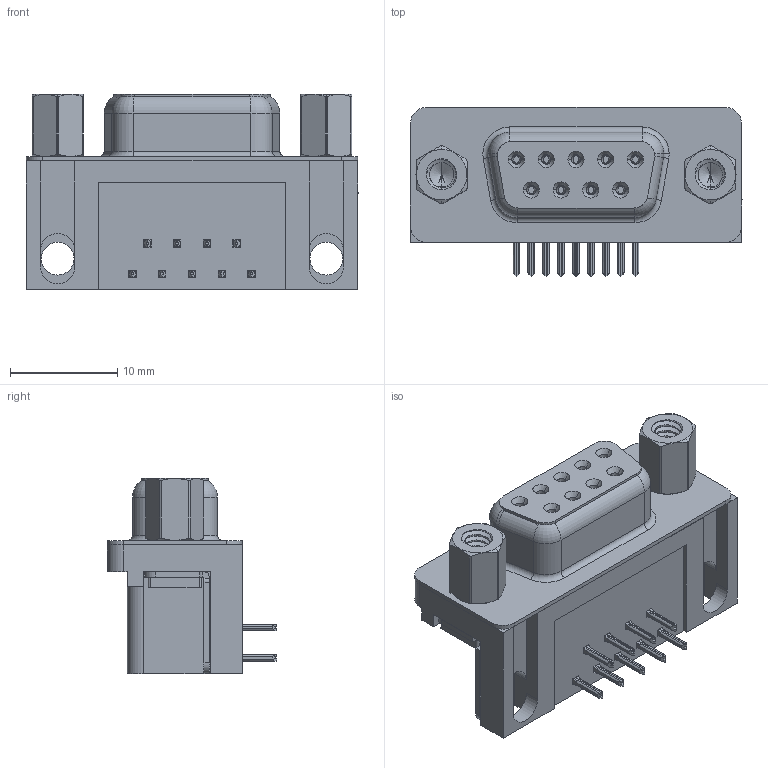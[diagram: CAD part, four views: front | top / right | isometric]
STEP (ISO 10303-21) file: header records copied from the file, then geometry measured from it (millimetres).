
FILE_DESCRIPTION (( 'STEP AP203' ), '1' );
FILE_NAME ('622-009-260-013.STEP', '2019-11-19T17:01:17', ( '' ), ( '' ), 'SwSTEP 2.0', 'SolidWorks 2016', '' );
FILE_SCHEMA (( 'CONFIG_CONTROL_DESIGN' ));
Length unit declared in the file: millimetre
Products named in the file (8): 622 4-40 Threaded Rivet; 622 Contact Top; 622 Thru Hole Board Mount; 622 Housing_9 Socket; 622-009-260-013; 622 Shell_9 Socket; 622 4-40 Hex Standoff 5; 622 Socket Bottom
Assembly tree (17 placements, depth 2):
  622-009-260-013
    622 Housing_9 Socket
    622 Shell_9 Socket
    622 Socket Bottom  x4
    622 Contact Top  x5
    622 Thru Hole Board Mount  x2
    622 4-40 Threaded Rivet  x2
    622 4-40 Hex Standoff 5  x2
Bounding box: 30.89 x 15.73 x 18.2 mm (x, y, z)
Volume: 3925.8 mm3; surface area: 5513.5 mm2
Topology: 17 solids, 17 shells, 1690 faces, 4448 edges, 2804 vertices
Faces by surface type: plane 704, cylinder 480, bspline 326, cone 142, torus 38
Entity records: 28046 total; most frequent: CARTESIAN_POINT 11369, ORIENTED_EDGE 3448, DIRECTION 2944, EDGE_CURVE 1724, VERTEX_POINT 1098, AXIS2_PLACEMENT_3D 989, LINE 966, VECTOR 966
